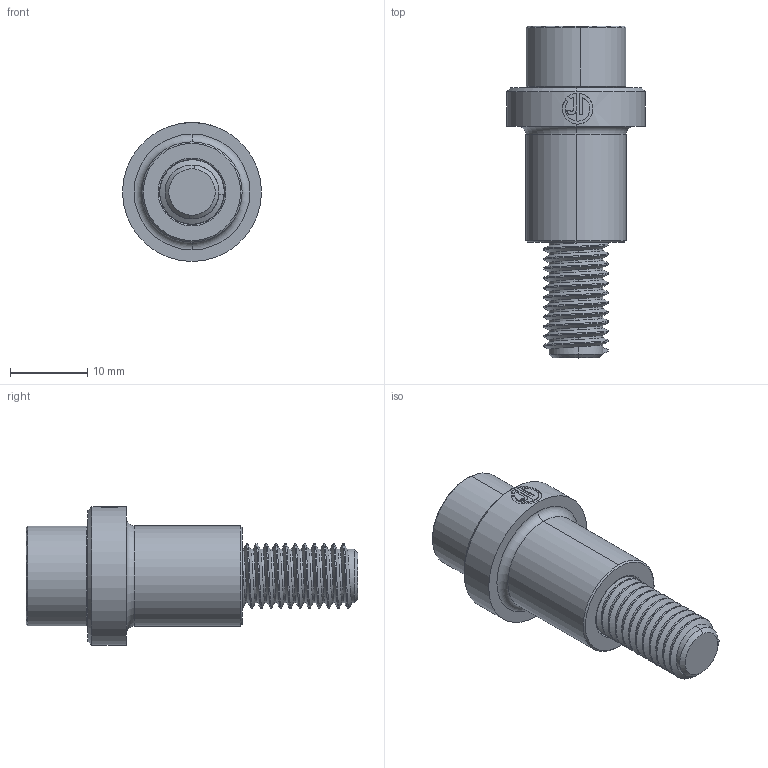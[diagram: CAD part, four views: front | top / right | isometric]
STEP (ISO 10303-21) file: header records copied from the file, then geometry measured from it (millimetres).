
FILE_DESCRIPTION (( 'STEP AP214' ), '1' );
FILE_NAME ('MSR-D13-L15.STEP', '2021-10-24T02:49:17', ( '' ), ( '' ), 'SwSTEP 2.0', 'SolidWorks 2016', '' );
FILE_SCHEMA (( 'AUTOMOTIVE_DESIGN' ));
Length unit declared in the file: millimetre
Products named in the file (5): MSR1-D13-L15; MSR-D13-L15; MSR2-D13-L15
Assembly tree (2 placements, depth 2):
  MSR1-D13-L15
  MSR-D13-L15
    MSR1-D13-L15
    MSR2-D13-L15
  MSR2-D13-L15
Bounding box: 18 x 43 x 18 mm (x, y, z)
Volume: 4501.1 mm3; surface area: 3568.7 mm2
Topology: 2 solids, 2 shells, 120 faces, 311 edges, 196 vertices
Faces by surface type: cylinder 44, plane 38, cone 19, bspline 11, torus 8
Entity records: 7039 total; most frequent: CARTESIAN_POINT 4269, ORIENTED_EDGE 618, DIRECTION 495, EDGE_CURVE 309, VERTEX_POINT 196, AXIS2_PLACEMENT_3D 195, EDGE_LOOP 125, FACE_OUTER_BOUND 120
